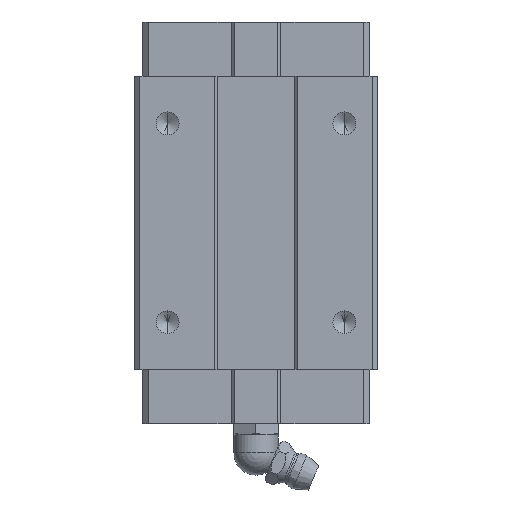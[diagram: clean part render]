
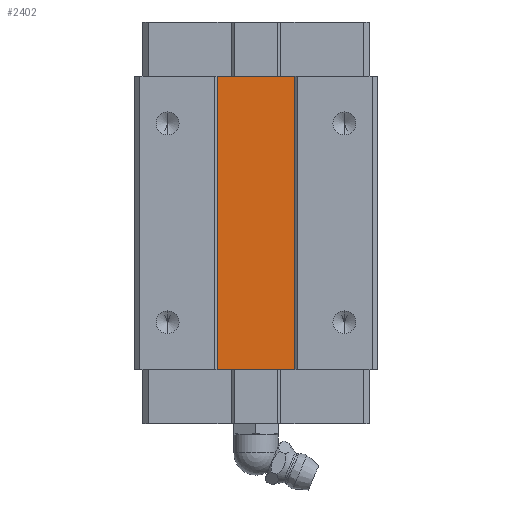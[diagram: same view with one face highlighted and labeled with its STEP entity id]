
A CAD part, top view. The second image highlights one B-rep face of the part: STEP entity #2402.
In plain terms, the highlighted planar face has unit normal (0, 0, 1).
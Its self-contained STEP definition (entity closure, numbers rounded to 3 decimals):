
#1 = VERTEX_POINT ( 'NONE', #4840 ) ;
#58 = CARTESIAN_POINT ( 'NONE',  ( -7., -26.55, 29.5 ) ) ;
#147 = VECTOR ( 'NONE', #1743, 1000. ) ;
#225 = AXIS2_PLACEMENT_3D ( 'NONE', #58, #1658, #3226 ) ;
#381 = DIRECTION ( 'NONE',  ( 0., 1., 0. ) ) ;
#442 = ORIENTED_EDGE ( 'NONE', *, *, #2501, .F. ) ;
#521 = VERTEX_POINT ( 'NONE', #4630 ) ;
#938 = EDGE_CURVE ( 'NONE', #1495, #521, #3648, .T. ) ;
#1043 = CARTESIAN_POINT ( 'NONE',  ( -7., -26.55, 29.5 ) ) ;
#1050 = LINE ( 'NONE', #2633, #4216 ) ;
#1064 = VECTOR ( 'NONE', #381, 1000. ) ;
#1270 = LINE ( 'NONE', #4402, #147 ) ;
#1495 = VERTEX_POINT ( 'NONE', #4178 ) ;
#1658 = DIRECTION ( 'NONE',  ( 0., 0., 1. ) ) ;
#1673 = EDGE_CURVE ( 'NONE', #1495, #1, #4996, .T. ) ;
#1743 = DIRECTION ( 'NONE',  ( 1., 0., 0. ) ) ;
#1828 = EDGE_LOOP ( 'NONE', ( #442, #2988, #2035, #1832 ) ) ;
#1832 = ORIENTED_EDGE ( 'NONE', *, *, #3028, .T. ) ;
#2035 = ORIENTED_EDGE ( 'NONE', *, *, #938, .T. ) ;
#2040 = PLANE ( 'NONE',  #225 ) ;
#2097 = CARTESIAN_POINT ( 'NONE',  ( -7., -26.55, 29.5 ) ) ;
#2402 = ADVANCED_FACE ( 'NONE', ( #3645 ), #2040, .T. ) ;
#2501 = EDGE_CURVE ( 'NONE', #1, #4096, #1270, .T. ) ;
#2633 = CARTESIAN_POINT ( 'NONE',  ( 7., -26.55, 29.5 ) ) ;
#2988 = ORIENTED_EDGE ( 'NONE', *, *, #1673, .F. ) ;
#3028 = EDGE_CURVE ( 'NONE', #521, #4096, #1050, .T. ) ;
#3226 = DIRECTION ( 'NONE',  ( 1., 0., 0. ) ) ;
#3645 = FACE_OUTER_BOUND ( 'NONE', #1828, .T. ) ;
#3648 = LINE ( 'NONE', #2097, #3701 ) ;
#3701 = VECTOR ( 'NONE', #4807, 1000. ) ;
#4096 = VERTEX_POINT ( 'NONE', #4309 ) ;
#4178 = CARTESIAN_POINT ( 'NONE',  ( -7., -26.55, 29.5 ) ) ;
#4209 = DIRECTION ( 'NONE',  ( 0., 1., 0. ) ) ;
#4216 = VECTOR ( 'NONE', #4209, 1000. ) ;
#4309 = CARTESIAN_POINT ( 'NONE',  ( 7., 26.55, 29.5 ) ) ;
#4402 = CARTESIAN_POINT ( 'NONE',  ( -7., 26.55, 29.5 ) ) ;
#4630 = CARTESIAN_POINT ( 'NONE',  ( 7., -26.55, 29.5 ) ) ;
#4807 = DIRECTION ( 'NONE',  ( 1., 0., 0. ) ) ;
#4840 = CARTESIAN_POINT ( 'NONE',  ( -7., 26.55, 29.5 ) ) ;
#4996 = LINE ( 'NONE', #1043, #1064 ) ;
